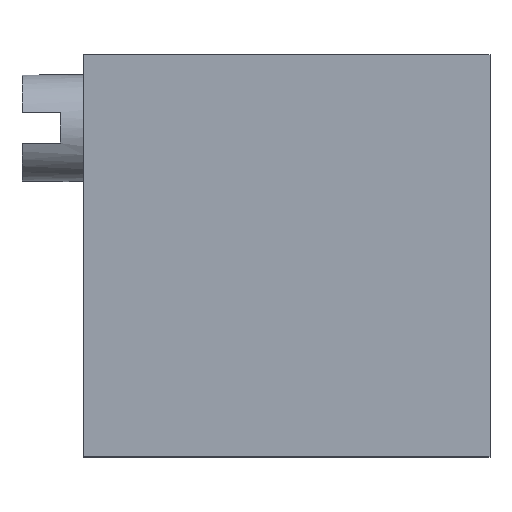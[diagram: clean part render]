
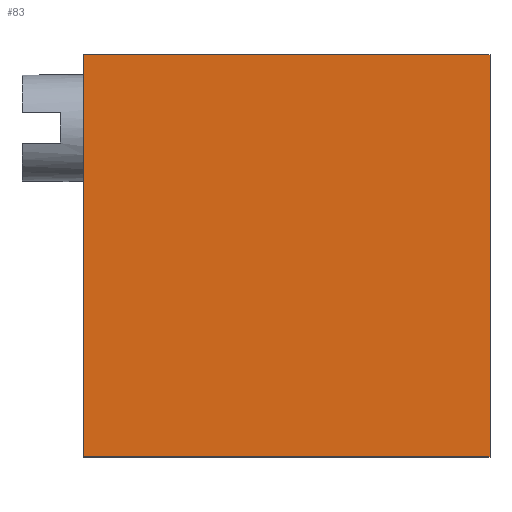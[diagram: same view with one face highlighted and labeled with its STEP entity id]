
A CAD part, top view. The second image highlights one B-rep face of the part: STEP entity #83.
In plain terms, the highlighted planar face has unit normal (0, 0, 1).
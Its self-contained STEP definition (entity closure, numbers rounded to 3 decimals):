
#13=DIRECTION('',(0.,0.,1.));
#24=VERTEX_POINT('',#25);
#25=CARTESIAN_POINT('',(-3.3,-5.895,4.96));
#33=VECTOR('',#34,1.);
#34=DIRECTION('',(0.,1.,0.));
#37=VERTEX_POINT('',#38);
#38=CARTESIAN_POINT('',(-3.3,0.815,4.96));
#40=ORIENTED_EDGE('',*,*,#41,.F.);
#41=EDGE_CURVE('',#24,#37,#42,.T.);
#42=LINE('',#25,#33);
#62=DIRECTION('',(1.,0.,0.));
#71=VECTOR('',#62,1.);
#73=ORIENTED_EDGE('',*,*,#74,.T.);
#74=EDGE_CURVE('',#24,#75,#77,.T.);
#75=VERTEX_POINT('',#76);
#76=CARTESIAN_POINT('',(3.48,-5.895,4.96));
#77=LINE('',#25,#71);
#83=ADVANCED_FACE('',(#84),#94,.T.);
#84=FACE_BOUND('',#85,.T.);
#85=EDGE_LOOP('',(#40,#73,#86,#91));
#86=ORIENTED_EDGE('',*,*,#87,.T.);
#87=EDGE_CURVE('',#75,#88,#90,.T.);
#88=VERTEX_POINT('',#89);
#89=CARTESIAN_POINT('',(3.48,0.815,4.96));
#90=LINE('',#76,#33);
#91=ORIENTED_EDGE('',*,*,#92,.F.);
#92=EDGE_CURVE('',#37,#88,#93,.T.);
#93=LINE('',#38,#71);
#94=PLANE('',#95);
#95=AXIS2_PLACEMENT_3D('',#25,#13,#62);
